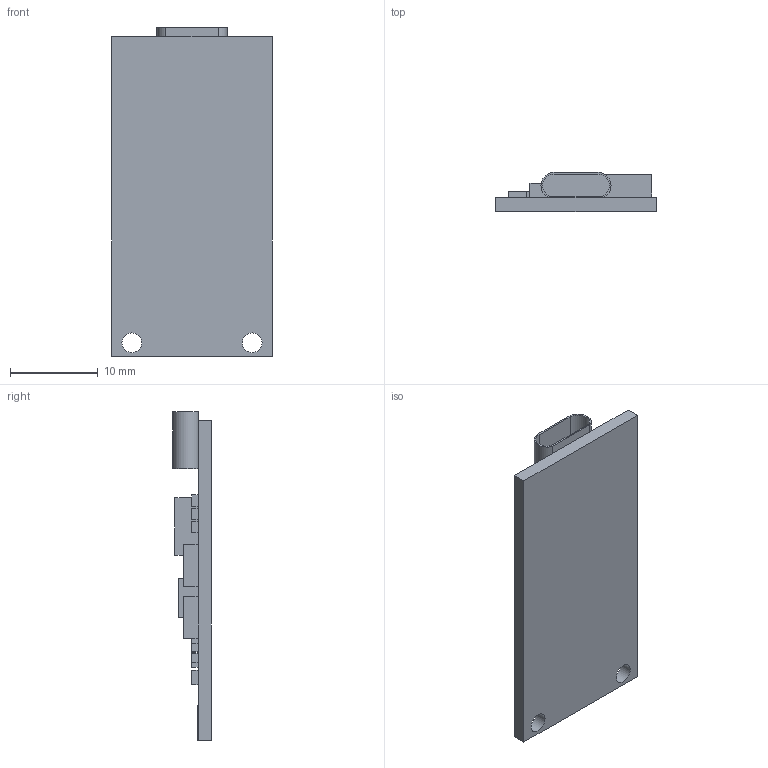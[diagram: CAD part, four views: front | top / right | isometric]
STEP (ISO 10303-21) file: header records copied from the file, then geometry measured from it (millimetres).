
FILE_DESCRIPTION(/* description */ (''),/* implementation_level */ '2;1');
FILE_NAME(/* name */ 'MRB045.step',/* time_stamp */ '2023-07-26T14:50:19-07:00',/* author */ (''),/* organization */ (''),/* preprocessor_version */ 'ST-DEVELOPER v19.2',/* originating_system */ 'Autodesk Translation Framework v12.6.0.85',/* authorisation */ '');
FILE_SCHEMA (('AUTOMOTIVE_DESIGN { 1 0 10303 214 3 1 1 }'));
Length unit declared in the file: millimetre
Products named in the file (1): MRB045
Bounding box: 18.3 x 4.41 x 37.5 mm (x, y, z)
Volume: 1263.6 mm3; surface area: 2275.9 mm2
Topology: 16 solids, 16 shells, 111 faces, 234 edges, 156 vertices
Faces by surface type: plane 105, cylinder 6
Full cylindrical faces by diameter (mm): 2.25 x2
Entity records: 2983 total; most frequent: CARTESIAN_POINT 502, DIRECTION 470, ORIENTED_EDGE 468, EDGE_CURVE 234, LINE 222, VECTOR 222, VERTEX_POINT 156, AXIS2_PLACEMENT_3D 124
